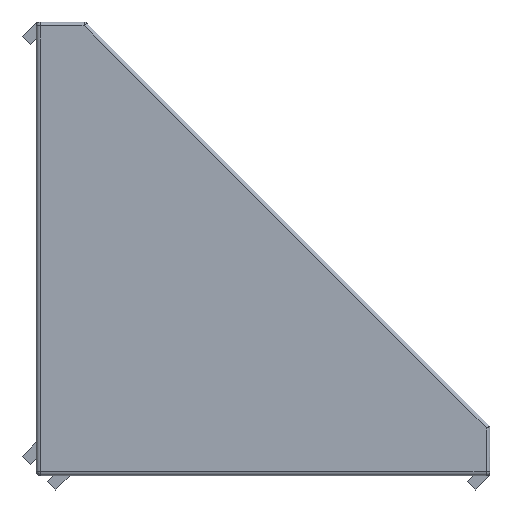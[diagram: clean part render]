
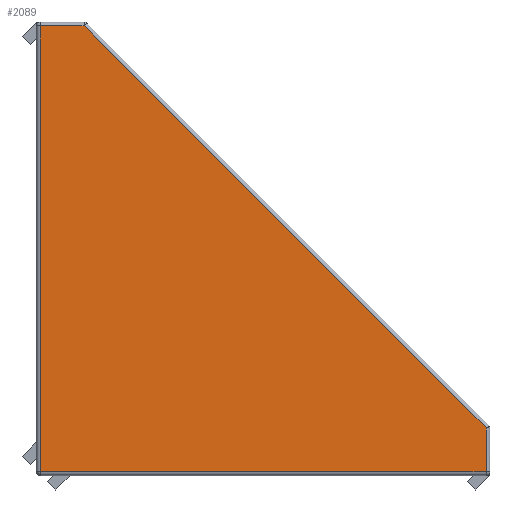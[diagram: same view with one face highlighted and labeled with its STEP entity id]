
A CAD part, left-side view. The second image highlights one B-rep face of the part: STEP entity #2089.
In plain terms, the highlighted planar face has unit normal (-1, 0, 0).
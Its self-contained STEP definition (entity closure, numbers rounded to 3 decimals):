
#52=PLANE($,#2240);
#150=FACE_OUTER_BOUND($,#274,.T.);
#274=EDGE_LOOP($,(#1658,#1659,#1660,#1661,#1662));
#501=LINE($,#3364,#750);
#502=LINE($,#3373,#751);
#503=LINE($,#3375,#752);
#504=LINE($,#3382,#753);
#506=LINE($,#3386,#755);
#750=VECTOR($,#2582,5.493);
#751=VECTOR($,#2597,56.);
#752=VECTOR($,#2600,56.);
#753=VECTOR($,#2611,5.493);
#755=VECTOR($,#2617,71.428);
#1052=VERTEX_POINT($,#3348);
#1054=VERTEX_POINT($,#3354);
#1055=VERTEX_POINT($,#3359);
#1056=VERTEX_POINT($,#3369);
#1057=VERTEX_POINT($,#3381);
#1274=EDGE_CURVE($,#1055,#1052,#501,.T.);
#1279=EDGE_CURVE($,#1054,#1056,#502,.T.);
#1280=EDGE_CURVE($,#1056,#1055,#503,.T.);
#1283=EDGE_CURVE($,#1057,#1054,#504,.T.);
#1286=EDGE_CURVE($,#1052,#1057,#506,.T.);
#1658=ORIENTED_EDGE($,*,*,#1279,.F.);
#1659=ORIENTED_EDGE($,*,*,#1283,.F.);
#1660=ORIENTED_EDGE($,*,*,#1286,.F.);
#1661=ORIENTED_EDGE($,*,*,#1274,.F.);
#1662=ORIENTED_EDGE($,*,*,#1280,.F.);
#2089=ADVANCED_FACE($,(#150),#52,.F.);
#2240=AXIS2_PLACEMENT_3D($,#3395,#2629,#2630);
#2582=DIRECTION($,(0.,-1.,0.));
#2597=DIRECTION($,(0.,1.,0.));
#2600=DIRECTION($,(0.,0.,1.));
#2611=DIRECTION($,(0.,0.,-1.));
#2617=DIRECTION($,(0.,-0.707,-0.707));
#2629=DIRECTION('center_axis',(1.,0.,0.));
#2630=DIRECTION('ref_axis',(0.,0.,1.));
#3348=CARTESIAN_POINT('',(0.,-5.993,56.5));
#3354=CARTESIAN_POINT('',(0.,-56.5,0.5));
#3359=CARTESIAN_POINT('',(0.,-0.5,56.5));
#3364=CARTESIAN_POINT($,(0.,-13.863,56.5));
#3369=CARTESIAN_POINT('',(0.,-0.5,0.5));
#3373=CARTESIAN_POINT($,(0.,-10.763,0.5));
#3375=CARTESIAN_POINT($,(0.,-0.5,39.263));
#3381=CARTESIAN_POINT('',(0.,-56.5,5.993));
#3382=CARTESIAN_POINT($,(0.,-56.5,10.763));
#3386=CARTESIAN_POINT($,(0.,-43.946,18.546));
#3395=CARTESIAN_POINT('Origin',(0.,-21.526,
21.526));
